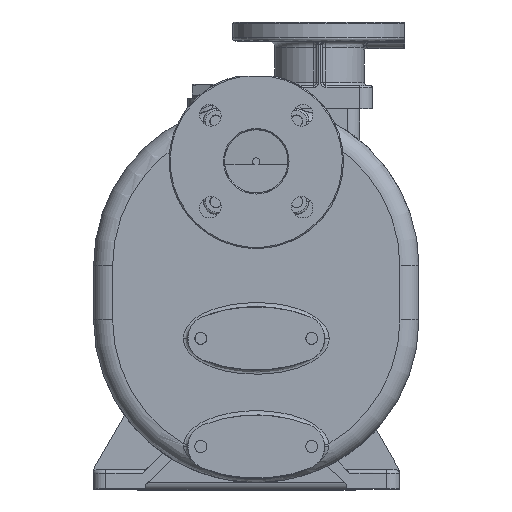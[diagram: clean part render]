
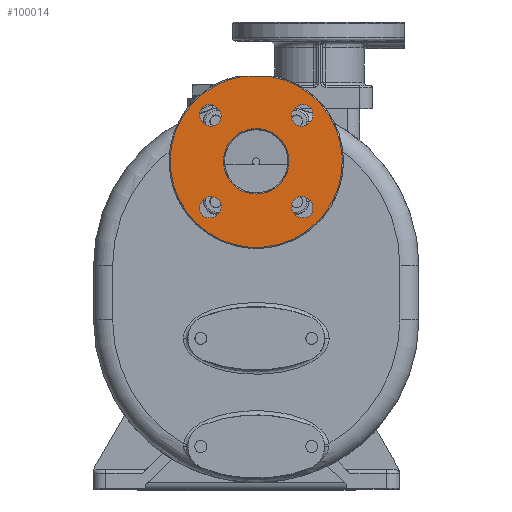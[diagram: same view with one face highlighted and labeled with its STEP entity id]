
A CAD part, top view. The second image highlights one B-rep face of the part: STEP entity #100014.
In plain terms, the highlighted planar face has unit normal (0, 0, 1).
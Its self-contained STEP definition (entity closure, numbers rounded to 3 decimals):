
#18495=CARTESIAN_POINT('',(9.5,309.,134.));
#18496=DIRECTION('',(0.,0.,1.));
#18497=DIRECTION('',(-0.156,0.988,0.));
#18498=AXIS2_PLACEMENT_3D('',#18495,#18496,#18497);
#18521=DIRECTION('',(1.,0.,0.));
#18522=VECTOR('',#18521,25.456);
#18523=CARTESIAN_POINT('',(-3.228,389.5,134.));
#18524=LINE('',#18523,#18522);
#18525=CARTESIAN_POINT('',(9.5,309.,134.));
#18526=DIRECTION('',(0.,0.,1.));
#18527=DIRECTION('',(0.,1.,0.));
#18528=AXIS2_PLACEMENT_3D('',#18525,#18526,#18527);
#18530=CARTESIAN_POINT('',(9.5,309.,134.));
#18531=DIRECTION('',(0.,0.,1.));
#18532=DIRECTION('',(0.,-1.,0.));
#18533=AXIS2_PLACEMENT_3D('',#18530,#18531,#18532);
#18535=DIRECTION('',(0.707,0.707,0.));
#18536=VECTOR('',#18535,2.);
#18537=CARTESIAN_POINT('',(58.997,345.062,134.));
#18538=LINE('',#18537,#18536);
#18539=CARTESIAN_POINT('',(53.694,353.194,134.));
#18540=DIRECTION('',(0.,0.,1.));
#18541=DIRECTION('',(0.707,-0.707,0.));
#18542=AXIS2_PLACEMENT_3D('',#18539,#18540,#18541);
#18544=DIRECTION('',(-0.707,-0.707,0.));
#18545=VECTOR('',#18544,2.);
#18546=CARTESIAN_POINT('',(46.977,359.912,134.));
#18547=LINE('',#18546,#18545);
#18548=CARTESIAN_POINT('',(52.28,351.78,134.));
#18549=DIRECTION('',(0.,0.,1.));
#18550=DIRECTION('',(-0.707,0.707,0.));
#18551=AXIS2_PLACEMENT_3D('',#18548,#18549,#18550);
#18553=DIRECTION('',(-0.707,0.707,0.));
#18554=VECTOR('',#18553,2.);
#18555=CARTESIAN_POINT('',(-26.562,358.497,134.));
#18556=LINE('',#18555,#18554);
#18557=CARTESIAN_POINT('',(-34.694,353.194,134.));
#18558=DIRECTION('',(0.,0.,1.));
#18559=DIRECTION('',(0.707,0.707,0.));
#18560=AXIS2_PLACEMENT_3D('',#18557,#18558,#18559);
#18562=DIRECTION('',(0.707,-0.707,0.));
#18563=VECTOR('',#18562,2.);
#18564=CARTESIAN_POINT('',(-41.412,346.477,134.));
#18565=LINE('',#18564,#18563);
#18566=CARTESIAN_POINT('',(-33.28,351.78,134.));
#18567=DIRECTION('',(0.,0.,1.));
#18568=DIRECTION('',(-0.707,-0.707,0.));
#18569=AXIS2_PLACEMENT_3D('',#18566,#18567,#18568);
#18571=DIRECTION('',(-0.707,-0.707,0.));
#18572=VECTOR('',#18571,2.);
#18573=CARTESIAN_POINT('',(-39.997,272.938,134.));
#18574=LINE('',#18573,#18572);
#18575=CARTESIAN_POINT('',(-34.694,264.806,134.));
#18576=DIRECTION('',(0.,0.,1.));
#18577=DIRECTION('',(-0.707,0.707,0.));
#18578=AXIS2_PLACEMENT_3D('',#18575,#18576,#18577);
#18580=DIRECTION('',(0.707,0.707,0.));
#18581=VECTOR('',#18580,2.);
#18582=CARTESIAN_POINT('',(-27.977,258.088,134.));
#18583=LINE('',#18582,#18581);
#18584=CARTESIAN_POINT('',(-33.28,266.22,134.));
#18585=DIRECTION('',(0.,0.,1.));
#18586=DIRECTION('',(0.707,-0.707,0.));
#18587=AXIS2_PLACEMENT_3D('',#18584,#18585,#18586);
#18589=DIRECTION('',(0.707,-0.707,0.));
#18590=VECTOR('',#18589,2.);
#18591=CARTESIAN_POINT('',(45.562,259.503,134.));
#18592=LINE('',#18591,#18590);
#18593=CARTESIAN_POINT('',(53.694,264.806,134.));
#18594=DIRECTION('',(0.,0.,1.));
#18595=DIRECTION('',(-0.707,-0.707,0.));
#18596=AXIS2_PLACEMENT_3D('',#18593,#18594,#18595);
#18598=DIRECTION('',(-0.707,0.707,0.));
#18599=VECTOR('',#18598,2.);
#18600=CARTESIAN_POINT('',(60.412,271.523,134.));
#18601=LINE('',#18600,#18599);
#18602=CARTESIAN_POINT('',(52.28,266.22,134.));
#18603=DIRECTION('',(0.,0.,1.));
#18604=DIRECTION('',(0.707,0.707,0.));
#18605=AXIS2_PLACEMENT_3D('',#18602,#18603,#18604);
#71359=CARTESIAN_POINT('',(58.997,345.062,134.));
#71360=CARTESIAN_POINT('',(60.412,346.477,134.));
#71361=VERTEX_POINT('',#71359);
#71362=VERTEX_POINT('',#71360);
#71363=CARTESIAN_POINT('',(46.977,359.912,134.));
#71364=VERTEX_POINT('',#71363);
#71365=CARTESIAN_POINT('',(45.562,358.497,134.));
#71366=VERTEX_POINT('',#71365);
#71375=CARTESIAN_POINT('',(-26.562,358.497,134.));
#71376=CARTESIAN_POINT('',(-27.977,359.912,134.));
#71377=VERTEX_POINT('',#71375);
#71378=VERTEX_POINT('',#71376);
#71379=CARTESIAN_POINT('',(-41.412,346.477,134.));
#71380=VERTEX_POINT('',#71379);
#71381=CARTESIAN_POINT('',(-39.997,345.062,134.));
#71382=VERTEX_POINT('',#71381);
#71391=CARTESIAN_POINT('',(-39.997,272.938,134.));
#71392=CARTESIAN_POINT('',(-41.412,271.523,134.));
#71393=VERTEX_POINT('',#71391);
#71394=VERTEX_POINT('',#71392);
#71395=CARTESIAN_POINT('',(-27.977,258.088,134.));
#71396=VERTEX_POINT('',#71395);
#71397=CARTESIAN_POINT('',(-26.562,259.503,134.));
#71398=VERTEX_POINT('',#71397);
#71407=CARTESIAN_POINT('',(45.562,259.503,134.));
#71408=CARTESIAN_POINT('',(46.977,258.088,134.));
#71409=VERTEX_POINT('',#71407);
#71410=VERTEX_POINT('',#71408);
#71411=CARTESIAN_POINT('',(60.412,271.523,134.));
#71412=VERTEX_POINT('',#71411);
#71413=CARTESIAN_POINT('',(58.997,272.938,134.));
#71414=VERTEX_POINT('',#71413);
#71423=CARTESIAN_POINT('',(-3.228,389.5,134.));
#71424=CARTESIAN_POINT('',(22.228,389.5,134.));
#71425=VERTEX_POINT('',#71423);
#71426=VERTEX_POINT('',#71424);
#71613=CARTESIAN_POINT('',(9.5,340.,134.));
#71614=CARTESIAN_POINT('',(9.5,278.,134.));
#71615=VERTEX_POINT('',#71613);
#71616=VERTEX_POINT('',#71614);
#99959=CARTESIAN_POINT('',(9.5,309.,134.));
#99960=DIRECTION('',(0.,0.,1.));
#99961=DIRECTION('',(0.,-1.,0.));
#99962=AXIS2_PLACEMENT_3D('',#99959,#99960,#99961);
#99963=PLANE('',#99962);
#99964=ORIENTED_EDGE('',*,*,#99934,.T.);
#99965=ORIENTED_EDGE('',*,*,#99950,.F.);
#99966=EDGE_LOOP('',(#99964,#99965));
#99967=FACE_OUTER_BOUND('',#99966,.F.);
#99969=ORIENTED_EDGE('',*,*,#99968,.T.);
#99971=ORIENTED_EDGE('',*,*,#99970,.T.);
#99972=EDGE_LOOP('',(#99969,#99971));
#99973=FACE_BOUND('',#99972,.F.);
#99975=ORIENTED_EDGE('',*,*,#99974,.T.);
#99977=ORIENTED_EDGE('',*,*,#99976,.T.);
#99979=ORIENTED_EDGE('',*,*,#99978,.T.);
#99981=ORIENTED_EDGE('',*,*,#99980,.T.);
#99982=EDGE_LOOP('',(#99975,#99977,#99979,#99981));
#99983=FACE_BOUND('',#99982,.F.);
#99985=ORIENTED_EDGE('',*,*,#99984,.T.);
#99987=ORIENTED_EDGE('',*,*,#99986,.T.);
#99989=ORIENTED_EDGE('',*,*,#99988,.T.);
#99991=ORIENTED_EDGE('',*,*,#99990,.T.);
#99992=EDGE_LOOP('',(#99985,#99987,#99989,#99991));
#99993=FACE_BOUND('',#99992,.F.);
#99995=ORIENTED_EDGE('',*,*,#99994,.T.);
#99997=ORIENTED_EDGE('',*,*,#99996,.T.);
#99999=ORIENTED_EDGE('',*,*,#99998,.T.);
#100001=ORIENTED_EDGE('',*,*,#100000,.T.);
#100002=EDGE_LOOP('',(#99995,#99997,#99999,#100001));
#100003=FACE_BOUND('',#100002,.F.);
#100005=ORIENTED_EDGE('',*,*,#100004,.T.);
#100007=ORIENTED_EDGE('',*,*,#100006,.T.);
#100009=ORIENTED_EDGE('',*,*,#100008,.T.);
#100011=ORIENTED_EDGE('',*,*,#100010,.T.);
#100012=EDGE_LOOP('',(#100005,#100007,#100009,#100011));
#100013=FACE_BOUND('',#100012,.F.);
#100014=ADVANCED_FACE('',(#99967,#99973,#99983,#99993,#100003,#100013),#99963,
.T.);
#18499=CIRCLE('',#18498,81.5);
#18529=CIRCLE('',#18528,31.);
#18534=CIRCLE('',#18533,31.);
#18543=CIRCLE('',#18542,9.5);
#18552=CIRCLE('',#18551,9.5);
#18561=CIRCLE('',#18560,9.5);
#18570=CIRCLE('',#18569,9.5);
#18579=CIRCLE('',#18578,9.5);
#18588=CIRCLE('',#18587,9.5);
#18597=CIRCLE('',#18596,9.5);
#18606=CIRCLE('',#18605,9.5);
#99934=EDGE_CURVE('',#71425,#71426,#18524,.T.);
#99950=EDGE_CURVE('',#71425,#71426,#18499,.T.);
#99968=EDGE_CURVE('',#71615,#71616,#18529,.T.);
#99970=EDGE_CURVE('',#71616,#71615,#18534,.T.);
#99974=EDGE_CURVE('',#71361,#71362,#18538,.T.);
#99976=EDGE_CURVE('',#71362,#71364,#18543,.T.);
#99978=EDGE_CURVE('',#71364,#71366,#18547,.T.);
#99980=EDGE_CURVE('',#71366,#71361,#18552,.T.);
#99984=EDGE_CURVE('',#71377,#71378,#18556,.T.);
#99986=EDGE_CURVE('',#71378,#71380,#18561,.T.);
#99988=EDGE_CURVE('',#71380,#71382,#18565,.T.);
#99990=EDGE_CURVE('',#71382,#71377,#18570,.T.);
#99994=EDGE_CURVE('',#71393,#71394,#18574,.T.);
#99996=EDGE_CURVE('',#71394,#71396,#18579,.T.);
#99998=EDGE_CURVE('',#71396,#71398,#18583,.T.);
#100000=EDGE_CURVE('',#71398,#71393,#18588,.T.);
#100004=EDGE_CURVE('',#71409,#71410,#18592,.T.);
#100006=EDGE_CURVE('',#71410,#71412,#18597,.T.);
#100008=EDGE_CURVE('',#71412,#71414,#18601,.T.);
#100010=EDGE_CURVE('',#71414,#71409,#18606,.T.);
